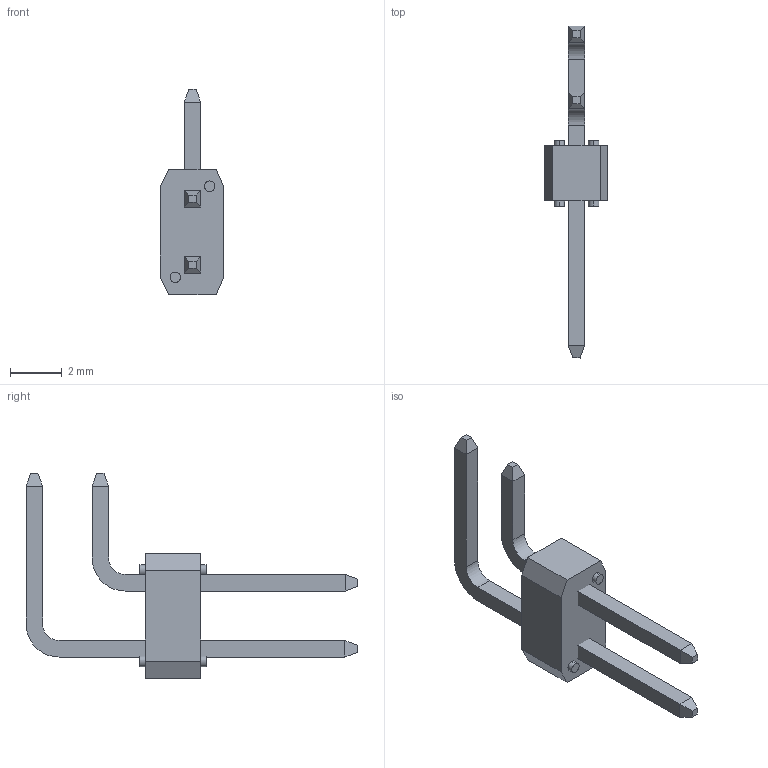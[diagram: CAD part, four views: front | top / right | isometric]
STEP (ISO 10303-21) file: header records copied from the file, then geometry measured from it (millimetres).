
FILE_DESCRIPTION (( 'STEP AP203' ), '1' );
FILE_NAME ('User Library-68021-x10-2.STEP', '2015-07-27T09:34:49', ( 'Dmitry' ), ( '' ), 'SwSTEP 2.0', 'SolidWorks 2014', '' );
FILE_SCHEMA (( 'CONFIG_CONTROL_DESIGN' ));
Length unit declared in the file: inch
Products named in the file (1): User Library-68021-x10-2
Bounding box: 2.45 x 12.76 x 7.89 mm (x, y, z)
Surface area: 134.9 mm2 (no closed solid volume)
Topology: 0 solids, 7 shells, 58 faces, 128 edges, 80 vertices
Faces by surface type: plane 46, cylinder 12
Entity records: 1635 total; most frequent: CARTESIAN_POINT 285, DIRECTION 264, ORIENTED_EDGE 248, EDGE_CURVE 128, LINE 98, VECTOR 98, AXIS2_PLACEMENT_3D 83, VERTEX_POINT 80
